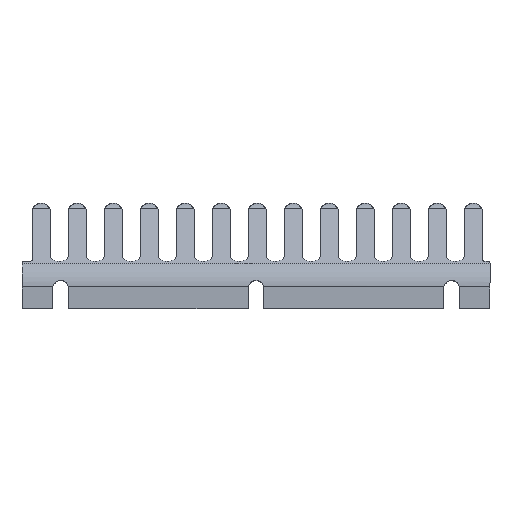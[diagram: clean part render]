
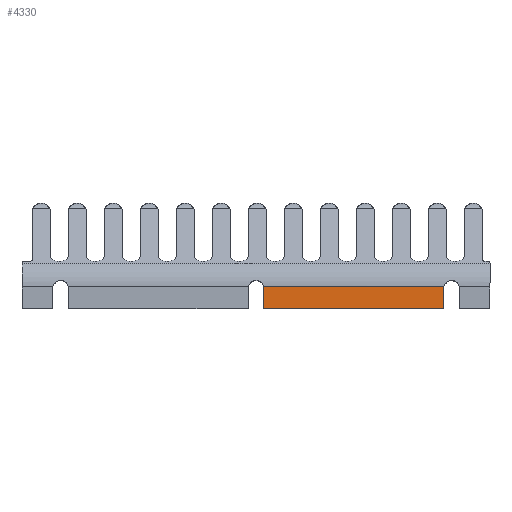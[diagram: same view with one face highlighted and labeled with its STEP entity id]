
A CAD part, front view. The second image highlights one B-rep face of the part: STEP entity #4330.
In plain terms, the highlighted planar face has unit normal (0, -1, 0).
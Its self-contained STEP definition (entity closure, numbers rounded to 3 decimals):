
#2 = EDGE_CURVE ( 'NONE', #6062, #3811, #2550, .T. ) ;
#128 = CARTESIAN_POINT ( 'NONE',  ( 38., 0., 0.5 ) ) ;
#194 = AXIS2_PLACEMENT_3D ( 'NONE', #6772, #1332, #2699 ) ;
#490 = CARTESIAN_POINT ( 'NONE',  ( 36.5, 0., 0.5 ) ) ;
#779 = EDGE_CURVE ( 'NONE', #3638, #3811, #5469, .T. ) ;
#784 = PLANE ( 'NONE',  #194 ) ;
#898 = LINE ( 'NONE', #2190, #1782 ) ;
#1032 = ORIENTED_EDGE ( 'NONE', *, *, #1766, .T. ) ;
#1070 = CARTESIAN_POINT ( 'NONE',  ( 36.5, 0., 0.5 ) ) ;
#1332 = DIRECTION ( 'NONE',  ( 0., 1., 0. ) ) ;
#1370 = EDGE_LOOP ( 'NONE', ( #6608, #4917, #1450, #4437, #1032, #3650 ) ) ;
#1417 = VERTEX_POINT ( 'NONE', #490 ) ;
#1450 = ORIENTED_EDGE ( 'NONE', *, *, #779, .T. ) ;
#1570 = DIRECTION ( 'NONE',  ( 0., 0., 1. ) ) ;
#1766 = EDGE_CURVE ( 'NONE', #6062, #1417, #5880, .T. ) ;
#1782 = VECTOR ( 'NONE', #5872, 1000. ) ;
#2005 = VERTEX_POINT ( 'NONE', #7228 ) ;
#2117 = CARTESIAN_POINT ( 'NONE',  ( 1.5, 0., 0.5 ) ) ;
#2152 = VECTOR ( 'NONE', #1570, 1000. ) ;
#2156 = CIRCLE ( 'NONE', #4676, 1.5 ) ;
#2190 = CARTESIAN_POINT ( 'NONE',  ( 45.5, 0., 0.766 ) ) ;
#2268 = DIRECTION ( 'NONE',  ( 0., 1., 0. ) ) ;
#2536 = CARTESIAN_POINT ( 'NONE',  ( 1.5, 0., -3.5 ) ) ;
#2550 = LINE ( 'NONE', #3855, #5557 ) ;
#2588 = DIRECTION ( 'NONE',  ( -1., 0., 0. ) ) ;
#2699 = DIRECTION ( 'NONE',  ( 0., 0., 1. ) ) ;
#3456 = DIRECTION ( 'NONE',  ( 0., 0., 1. ) ) ;
#3638 = VERTEX_POINT ( 'NONE', #2117 ) ;
#3647 = DIRECTION ( 'NONE',  ( 0., 1., 0. ) ) ;
#3650 = ORIENTED_EDGE ( 'NONE', *, *, #6439, .T. ) ;
#3797 = CARTESIAN_POINT ( 'NONE',  ( 36.524, 0., 0.766 ) ) ;
#3811 = VERTEX_POINT ( 'NONE', #7663 ) ;
#3855 = CARTESIAN_POINT ( 'NONE',  ( 45.5, 0., -3.5 ) ) ;
#4330 = ADVANCED_FACE ( 'NONE', ( #5112 ), #784, .F. ) ;
#4437 = ORIENTED_EDGE ( 'NONE', *, *, #2, .F. ) ;
#4676 = AXIS2_PLACEMENT_3D ( 'NONE', #128, #3647, #4942 ) ;
#4917 = ORIENTED_EDGE ( 'NONE', *, *, #6733, .T. ) ;
#4942 = DIRECTION ( 'NONE',  ( 0., 0., 1. ) ) ;
#5112 = FACE_OUTER_BOUND ( 'NONE', #1370, .T. ) ;
#5469 = LINE ( 'NONE', #2536, #6820 ) ;
#5557 = VECTOR ( 'NONE', #2588, 1000. ) ;
#5656 = CARTESIAN_POINT ( 'NONE',  ( 36.5, 0., -3.5 ) ) ;
#5872 = DIRECTION ( 'NONE',  ( -1., 0., 0. ) ) ;
#5880 = LINE ( 'NONE', #1070, #2152 ) ;
#6062 = VERTEX_POINT ( 'NONE', #5656 ) ;
#6314 = AXIS2_PLACEMENT_3D ( 'NONE', #7667, #2268, #3456 ) ;
#6433 = VERTEX_POINT ( 'NONE', #3797 ) ;
#6439 = EDGE_CURVE ( 'NONE', #1417, #6433, #2156, .T. ) ;
#6608 = ORIENTED_EDGE ( 'NONE', *, *, #6701, .T. ) ;
#6701 = EDGE_CURVE ( 'NONE', #6433, #2005, #898, .T. ) ;
#6733 = EDGE_CURVE ( 'NONE', #2005, #3638, #7207, .T. ) ;
#6772 = CARTESIAN_POINT ( 'NONE',  ( 45.5, 0., 0.766 ) ) ;
#6820 = VECTOR ( 'NONE', #7278, 1000. ) ;
#7207 = CIRCLE ( 'NONE', #6314, 1.5 ) ;
#7228 = CARTESIAN_POINT ( 'NONE',  ( 1.476, 0., 0.766 ) ) ;
#7278 = DIRECTION ( 'NONE',  ( 0., 0., -1. ) ) ;
#7663 = CARTESIAN_POINT ( 'NONE',  ( 1.5, 0., -3.5 ) ) ;
#7667 = CARTESIAN_POINT ( 'NONE',  ( 0., 0., 0.5 ) ) ;
